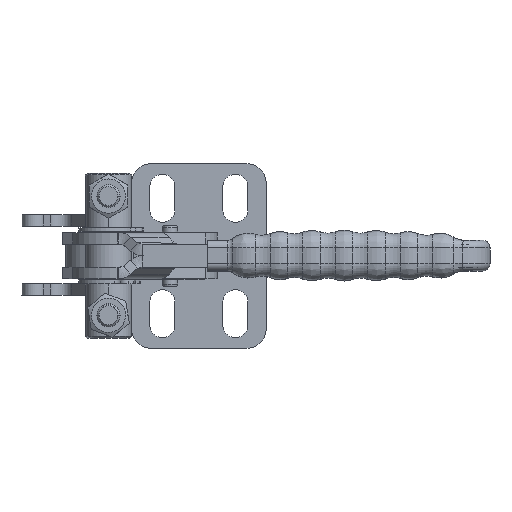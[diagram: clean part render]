
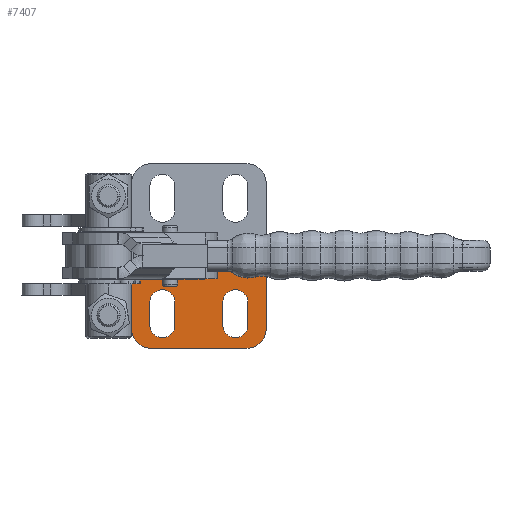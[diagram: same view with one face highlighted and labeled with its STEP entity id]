
A CAD part, top view. The second image highlights one B-rep face of the part: STEP entity #7407.
In plain terms, the highlighted planar face has unit normal (0, 0, 1).
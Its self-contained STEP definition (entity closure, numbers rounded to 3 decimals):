
#644=FACE_BOUND('',#1201,.T.);
#645=FACE_BOUND('',#1202,.T.);
#744=FACE_OUTER_BOUND('',#1200,.T.);
#1200=EDGE_LOOP('',(#5247,#5248,#5249,#5250,#5251,#5252,#5253,#5254,#5255));
#1201=EDGE_LOOP('',(#5256,#5257,#5258,#5259));
#1202=EDGE_LOOP('',(#5260,#5261,#5262,#5263));
#1711=CIRCLE('',#8078,50.);
#1712=CIRCLE('',#8080,3.158);
#1713=CIRCLE('',#8081,5.);
#1714=CIRCLE('',#8082,5.);
#1715=CIRCLE('',#8083,3.25);
#1716=CIRCLE('',#8084,3.25);
#1717=CIRCLE('',#8085,3.25);
#1718=CIRCLE('',#8086,3.25);
#2216=LINE('',#11844,#2724);
#2219=LINE('',#11854,#2727);
#2220=LINE('',#11858,#2728);
#2221=LINE('',#11862,#2729);
#2222=LINE('',#11865,#2730);
#2223=LINE('',#11868,#2731);
#2224=LINE('',#11872,#2732);
#2225=LINE('',#11876,#2733);
#2226=LINE('',#11880,#2734);
#2724=VECTOR('',#9177,10.);
#2727=VECTOR('',#9188,10.);
#2728=VECTOR('',#9191,10.);
#2729=VECTOR('',#9194,10.);
#2730=VECTOR('',#9197,10.);
#2731=VECTOR('',#9198,10.);
#2732=VECTOR('',#9201,10.);
#2733=VECTOR('',#9204,10.);
#2734=VECTOR('',#9207,10.);
#3252=VERTEX_POINT('',#11649);
#3255=VERTEX_POINT('',#11827);
#3259=VERTEX_POINT('',#11849);
#3260=VERTEX_POINT('',#11853);
#3261=VERTEX_POINT('',#11855);
#3262=VERTEX_POINT('',#11857);
#3263=VERTEX_POINT('',#11859);
#3264=VERTEX_POINT('',#11861);
#3265=VERTEX_POINT('',#11863);
#3266=VERTEX_POINT('',#11866);
#3267=VERTEX_POINT('',#11867);
#3268=VERTEX_POINT('',#11869);
#3269=VERTEX_POINT('',#11871);
#3270=VERTEX_POINT('',#11874);
#3271=VERTEX_POINT('',#11875);
#3272=VERTEX_POINT('',#11877);
#3273=VERTEX_POINT('',#11879);
#4003=EDGE_CURVE('',#3252,#3255,#2216,.T.);
#4007=EDGE_CURVE('',#3259,#3255,#1711,.T.);
#4008=EDGE_CURVE('',#3260,#3259,#2219,.T.);
#4009=EDGE_CURVE('',#3261,#3260,#1712,.T.);
#4010=EDGE_CURVE('',#3262,#3261,#2220,.T.);
#4011=EDGE_CURVE('',#3263,#3262,#1713,.T.);
#4012=EDGE_CURVE('',#3264,#3263,#2221,.T.);
#4013=EDGE_CURVE('',#3265,#3264,#1714,.T.);
#4014=EDGE_CURVE('',#3252,#3265,#2222,.T.);
#4015=EDGE_CURVE('',#3266,#3267,#2223,.T.);
#4016=EDGE_CURVE('',#3267,#3268,#1715,.T.);
#4017=EDGE_CURVE('',#3268,#3269,#2224,.T.);
#4018=EDGE_CURVE('',#3269,#3266,#1716,.T.);
#4019=EDGE_CURVE('',#3270,#3271,#2225,.T.);
#4020=EDGE_CURVE('',#3271,#3272,#1717,.T.);
#4021=EDGE_CURVE('',#3272,#3273,#2226,.T.);
#4022=EDGE_CURVE('',#3273,#3270,#1718,.T.);
#5247=ORIENTED_EDGE('',*,*,#4003,.T.);
#5248=ORIENTED_EDGE('',*,*,#4007,.F.);
#5249=ORIENTED_EDGE('',*,*,#4008,.F.);
#5250=ORIENTED_EDGE('',*,*,#4009,.F.);
#5251=ORIENTED_EDGE('',*,*,#4010,.F.);
#5252=ORIENTED_EDGE('',*,*,#4011,.F.);
#5253=ORIENTED_EDGE('',*,*,#4012,.F.);
#5254=ORIENTED_EDGE('',*,*,#4013,.F.);
#5255=ORIENTED_EDGE('',*,*,#4014,.F.);
#5256=ORIENTED_EDGE('',*,*,#4015,.T.);
#5257=ORIENTED_EDGE('',*,*,#4016,.T.);
#5258=ORIENTED_EDGE('',*,*,#4017,.T.);
#5259=ORIENTED_EDGE('',*,*,#4018,.T.);
#5260=ORIENTED_EDGE('',*,*,#4019,.T.);
#5261=ORIENTED_EDGE('',*,*,#4020,.T.);
#5262=ORIENTED_EDGE('',*,*,#4021,.T.);
#5263=ORIENTED_EDGE('',*,*,#4022,.T.);
#7230=PLANE('',#8079);
#7407=ADVANCED_FACE('',(#744,#644,#645),#7230,.T.);
#8078=AXIS2_PLACEMENT_3D('',#11851,#9184,#9185);
#8079=AXIS2_PLACEMENT_3D('',#11852,#9186,#9187);
#8080=AXIS2_PLACEMENT_3D('',#11856,#9189,#9190);
#8081=AXIS2_PLACEMENT_3D('',#11860,#9192,#9193);
#8082=AXIS2_PLACEMENT_3D('',#11864,#9195,#9196);
#8083=AXIS2_PLACEMENT_3D('',#11870,#9199,#9200);
#8084=AXIS2_PLACEMENT_3D('',#11873,#9202,#9203);
#8085=AXIS2_PLACEMENT_3D('',#11878,#9205,#9206);
#8086=AXIS2_PLACEMENT_3D('',#11881,#9208,#9209);
#9177=DIRECTION('',(-1.,0.,0.));
#9184=DIRECTION('center_axis',(0.,0.,
-1.));
#9185=DIRECTION('ref_axis',(0.838,0.546,0.));
#9186=DIRECTION('center_axis',(0.,0.,
1.));
#9187=DIRECTION('ref_axis',(1.,0.,0.));
#9188=DIRECTION('',(-0.695,0.719,0.));
#9189=DIRECTION('center_axis',(0.,0.,
1.));
#9190=DIRECTION('ref_axis',(1.,0.,0.));
#9191=DIRECTION('',(0.,1.,0.));
#9192=DIRECTION('center_axis',(0.,0.,
-1.));
#9193=DIRECTION('ref_axis',(1.,0.,0.));
#9194=DIRECTION('',(-1.,0.,0.));
#9195=DIRECTION('center_axis',(0.,0.,
-1.));
#9196=DIRECTION('ref_axis',(0.,1.,0.));
#9197=DIRECTION('',(0.,-1.,0.));
#9198=DIRECTION('',(0.,-1.,0.));
#9199=DIRECTION('center_axis',(0.,0.,
-1.));
#9200=DIRECTION('ref_axis',(-1.,0.,0.));
#9201=DIRECTION('',(0.,1.,0.));
#9202=DIRECTION('center_axis',(0.,0.,
-1.));
#9203=DIRECTION('ref_axis',(1.,0.,0.));
#9204=DIRECTION('',(0.,-1.,0.));
#9205=DIRECTION('center_axis',(0.,0.,
-1.));
#9206=DIRECTION('ref_axis',(1.,0.,0.));
#9207=DIRECTION('',(0.,1.,0.));
#9208=DIRECTION('center_axis',(0.,0.,
-1.));
#9209=DIRECTION('ref_axis',(-1.,0.,0.));
#11649=CARTESIAN_POINT('',(27.,-4.5,3.));
#11827=CARTESIAN_POINT('',(-13.078,-4.5,3.));
#11844=CARTESIAN_POINT('',(-5.561,-4.5,3.));
#11849=CARTESIAN_POINT('',(-12.104,-5.536,3.));
#11851=CARTESIAN_POINT('Origin',(23.824,29.238,3.));
#11852=CARTESIAN_POINT('Origin',(1.955,-1.191,3.));
#11853=CARTESIAN_POINT('',(-8.889,-8.857,3.));
#11854=CARTESIAN_POINT('',(-8.889,-8.857,3.));
#11855=CARTESIAN_POINT('',(-8.,-11.053,3.));
#11856=CARTESIAN_POINT('Origin',(-11.158,-11.053,3.));
#11857=CARTESIAN_POINT('',(-8.,-19.5,3.));
#11858=CARTESIAN_POINT('',(-8.,-19.5,3.));
#11859=CARTESIAN_POINT('',(-3.,-24.5,3.));
#11860=CARTESIAN_POINT('Origin',(-3.,-19.5,3.));
#11861=CARTESIAN_POINT('',(22.,-24.5,3.));
#11862=CARTESIAN_POINT('',(22.,-24.5,3.));
#11863=CARTESIAN_POINT('',(27.,-19.5,3.));
#11864=CARTESIAN_POINT('Origin',(22.,-19.5,3.));
#11865=CARTESIAN_POINT('',(27.,-0.835,3.));
#11866=CARTESIAN_POINT('',(3.25,-12.5,3.));
#11867=CARTESIAN_POINT('',(3.25,-18.5,3.));
#11868=CARTESIAN_POINT('',(3.25,-6.846,3.));
#11869=CARTESIAN_POINT('',(-3.25,-18.5,3.));
#11870=CARTESIAN_POINT('Origin',(0.,-18.5,
3.));
#11871=CARTESIAN_POINT('',(-3.25,-12.5,3.));
#11872=CARTESIAN_POINT('',(-3.25,-9.846,3.));
#11873=CARTESIAN_POINT('Origin',(0.,-12.5,
3.));
#11874=CARTESIAN_POINT('',(22.25,-12.5,3.));
#11875=CARTESIAN_POINT('',(22.25,-18.5,3.));
#11876=CARTESIAN_POINT('',(22.25,-6.846,3.));
#11877=CARTESIAN_POINT('',(15.75,-18.5,3.));
#11878=CARTESIAN_POINT('Origin',(19.,-18.5,3.));
#11879=CARTESIAN_POINT('',(15.75,-12.5,3.));
#11880=CARTESIAN_POINT('',(15.75,-9.846,3.));
#11881=CARTESIAN_POINT('Origin',(19.,-12.5,3.));
